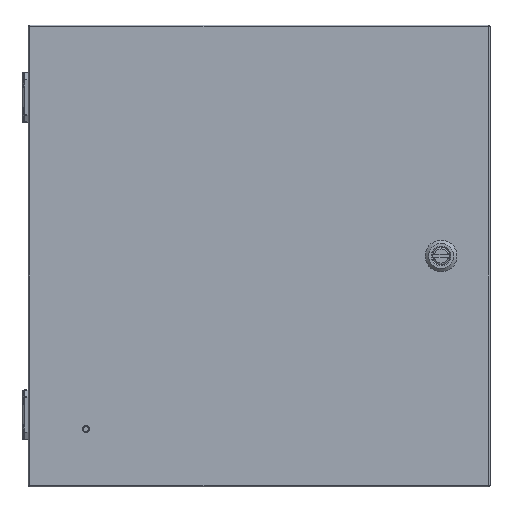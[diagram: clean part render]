
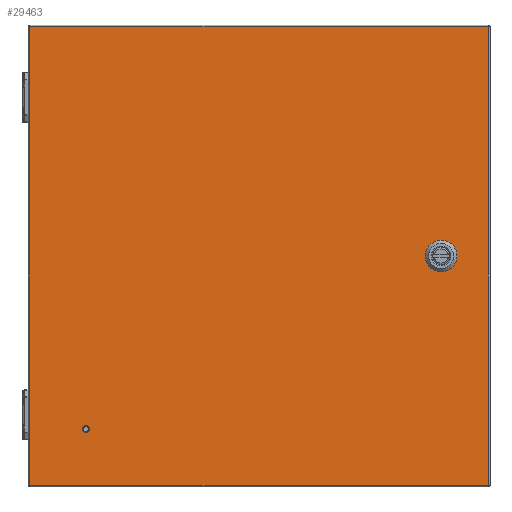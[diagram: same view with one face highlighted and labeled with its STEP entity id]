
A CAD part, top view. The second image highlights one B-rep face of the part: STEP entity #29463.
In plain terms, the highlighted planar face has unit normal (0, 0, 1).
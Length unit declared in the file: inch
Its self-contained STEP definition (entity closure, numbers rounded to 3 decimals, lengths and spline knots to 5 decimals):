
#210 = AXIS2_PLACEMENT_3D ( 'NONE', #8681, #15725, #43123 ) ;
#1428 = ORIENTED_EDGE ( 'NONE', *, *, #66123, .F. ) ;
#2058 = VERTEX_POINT ( 'NONE', #50866 ) ;
#2726 = ORIENTED_EDGE ( 'NONE', *, *, #16845, .F. ) ;
#4031 = ORIENTED_EDGE ( 'NONE', *, *, #41867, .F. ) ;
#4036 = LINE ( 'NONE', #24314, #69021 ) ;
#5312 = VERTEX_POINT ( 'NONE', #76919 ) ;
#5394 = CARTESIAN_POINT ( 'NONE',  ( 6.868, 0.19868, 8.107 ) ) ;
#5649 = DIRECTION ( 'NONE',  ( 0., 0., 1. ) ) ;
#5743 = EDGE_LOOP ( 'NONE', ( #44018 ) ) ;
#6094 = EDGE_LOOP ( 'NONE', ( #38957, #53849, #72811, #8020 ) ) ;
#6639 = CARTESIAN_POINT ( 'NONE',  ( -8.1102, -8.1875, 8.107 ) ) ;
#7400 = FACE_BOUND ( 'NONE', #61433, .T. ) ;
#8020 = ORIENTED_EDGE ( 'NONE', *, *, #65697, .T. ) ;
#8681 = CARTESIAN_POINT ( 'NONE',  ( 6.472, 0.0001, 8.107 ) ) ;
#10046 = DIRECTION ( 'NONE',  ( -1., 0., 0. ) ) ;
#10174 = CARTESIAN_POINT ( 'NONE',  ( -8.1102, -8.1275, 8.107 ) ) ;
#10335 = ORIENTED_EDGE ( 'NONE', *, *, #36581, .F. ) ;
#11530 = AXIS2_PLACEMENT_3D ( 'NONE', #25289, #60138, #65913 ) ;
#14426 = CARTESIAN_POINT ( 'NONE',  ( 8.145, -8.1275, 8.107 ) ) ;
#14815 = CIRCLE ( 'NONE', #54258, 0.443 ) ;
#14885 = VERTEX_POINT ( 'NONE', #54772 ) ;
#15530 = VECTOR ( 'NONE', #53147, 39.37008 ) ;
#15725 = DIRECTION ( 'NONE',  ( 0., 0., 1. ) ) ;
#16845 = EDGE_CURVE ( 'NONE', #5312, #2058, #35856, .T. ) ;
#17108 = VECTOR ( 'NONE', #33558, 39.37008 ) ;
#17180 = VERTEX_POINT ( 'NONE', #5394 ) ;
#18612 = VECTOR ( 'NONE', #76726, 39.37008 ) ;
#18743 = DIRECTION ( 'NONE',  ( -1., 0., 0. ) ) ;
#19640 = CARTESIAN_POINT ( 'NONE',  ( 6.868, 3.0001, 8.107 ) ) ;
#19813 = VERTEX_POINT ( 'NONE', #52958 ) ;
#20003 = VERTEX_POINT ( 'NONE', #14426 ) ;
#22113 = PLANE ( 'NONE',  #71873 ) ;
#22448 = AXIS2_PLACEMENT_3D ( 'NONE', #48837, #69193, #83304 ) ;
#22458 = CARTESIAN_POINT ( 'NONE',  ( 6.868, -0.19848, 8.107 ) ) ;
#23817 = CARTESIAN_POINT ( 'NONE',  ( 6.472, 0.0001, 8.107 ) ) ;
#24314 = CARTESIAN_POINT ( 'NONE',  ( 8.145, 8.1877, 8.107 ) ) ;
#24874 = VERTEX_POINT ( 'NONE', #10174 ) ;
#25289 = CARTESIAN_POINT ( 'NONE',  ( -6.1222, -6.1395, 8.107 ) ) ;
#26967 = CIRCLE ( 'NONE', #11530, 0.09655 ) ;
#29271 = CARTESIAN_POINT ( 'NONE',  ( 6.076, 0.19868, 8.107 ) ) ;
#29463 = ADVANCED_FACE ( 'NONE', ( #7400, #59957, #67476 ), #22113, .T. ) ;
#29627 = DIRECTION ( 'NONE',  ( 0., 1., 0. ) ) ;
#30875 = VERTEX_POINT ( 'NONE', #77084 ) ;
#31325 = DIRECTION ( 'NONE',  ( -1., 0., 0. ) ) ;
#33448 = DIRECTION ( 'NONE',  ( -1., 0., 0. ) ) ;
#33558 = DIRECTION ( 'NONE',  ( 0., -1., 0. ) ) ;
#34625 = VERTEX_POINT ( 'NONE', #63071 ) ;
#34676 = DIRECTION ( 'NONE',  ( 1., 0., 0. ) ) ;
#35128 = VECTOR ( 'NONE', #60260, 39.37008 ) ;
#35856 = CIRCLE ( 'NONE', #41504, 0.443 ) ;
#36523 = LINE ( 'NONE', #83404, #85449 ) ;
#36581 = EDGE_CURVE ( 'NONE', #85850, #17180, #80202, .T. ) ;
#36885 = LINE ( 'NONE', #83774, #18612 ) ;
#37827 = LINE ( 'NONE', #83822, #74875 ) ;
#38957 = ORIENTED_EDGE ( 'NONE', *, *, #54743, .T. ) ;
#41504 = AXIS2_PLACEMENT_3D ( 'NONE', #60222, #85911, #18743 ) ;
#41867 = EDGE_CURVE ( 'NONE', #14885, #74979, #56841, .T. ) ;
#43086 = CARTESIAN_POINT ( 'NONE',  ( 8.205, -8.1275, 8.107 ) ) ;
#43123 = DIRECTION ( 'NONE',  ( -1., 0., 0. ) ) ;
#44018 = ORIENTED_EDGE ( 'NONE', *, *, #60261, .F. ) ;
#44136 = EDGE_CURVE ( 'NONE', #74979, #5312, #36523, .T. ) ;
#46695 = CARTESIAN_POINT ( 'NONE',  ( -2.9827, 3.0001, 8.107 ) ) ;
#48837 = CARTESIAN_POINT ( 'NONE',  ( 6.472, 0.0001, 8.107 ) ) ;
#50668 = DIRECTION ( 'NONE',  ( 0., -1., 0. ) ) ;
#50866 = CARTESIAN_POINT ( 'NONE',  ( 6.27342, -0.3959, 8.107 ) ) ;
#51167 = EDGE_CURVE ( 'NONE', #20003, #77313, #4036, .T. ) ;
#51210 = DIRECTION ( 'NONE',  ( 0., 0., 1. ) ) ;
#52033 = EDGE_CURVE ( 'NONE', #77313, #83150, #37827, .T. ) ;
#52958 = CARTESIAN_POINT ( 'NONE',  ( -6.21875, -6.1395, 8.107 ) ) ;
#53147 = DIRECTION ( 'NONE',  ( -1., 0., 0. ) ) ;
#53849 = ORIENTED_EDGE ( 'NONE', *, *, #51167, .T. ) ;
#54258 = AXIS2_PLACEMENT_3D ( 'NONE', #23817, #51210, #31325 ) ;
#54529 = ORIENTED_EDGE ( 'NONE', *, *, #56033, .F. ) ;
#54743 = EDGE_CURVE ( 'NONE', #24874, #20003, #70015, .T. ) ;
#54772 = CARTESIAN_POINT ( 'NONE',  ( 6.27342, 0.3961, 8.107 ) ) ;
#56033 = EDGE_CURVE ( 'NONE', #34625, #85850, #14815, .T. ) ;
#56841 = CIRCLE ( 'NONE', #210, 0.443 ) ;
#58843 = EDGE_CURVE ( 'NONE', #17180, #30875, #77494, .T. ) ;
#59957 = FACE_BOUND ( 'NONE', #5743, .T. ) ;
#60138 = DIRECTION ( 'NONE',  ( 0., 0., 1. ) ) ;
#60222 = CARTESIAN_POINT ( 'NONE',  ( 6.472, 0.0001, 8.107 ) ) ;
#60260 = DIRECTION ( 'NONE',  ( 0., 1., 0. ) ) ;
#60261 = EDGE_CURVE ( 'NONE', #19813, #19813, #26967, .T. ) ;
#61433 = EDGE_LOOP ( 'NONE', ( #4031, #76273, #72444, #10335, #54529, #1428, #2726, #79926 ) ) ;
#63051 = CARTESIAN_POINT ( 'NONE',  ( 8.145, 8.1277, 8.107 ) ) ;
#63071 = CARTESIAN_POINT ( 'NONE',  ( 6.67058, -0.3959, 8.107 ) ) ;
#64957 = EDGE_CURVE ( 'NONE', #30875, #14885, #78395, .T. ) ;
#65697 = EDGE_CURVE ( 'NONE', #83150, #24874, #66263, .T. ) ;
#65913 = DIRECTION ( 'NONE',  ( -1., 0., 0. ) ) ;
#66123 = EDGE_CURVE ( 'NONE', #2058, #34625, #36885, .T. ) ;
#66263 = LINE ( 'NONE', #6639, #17108 ) ;
#66820 = CARTESIAN_POINT ( 'NONE',  ( -2.9827, 0.3961, 8.107 ) ) ;
#67476 = FACE_OUTER_BOUND ( 'NONE', #6094, .T. ) ;
#69021 = VECTOR ( 'NONE', #29627, 39.37008 ) ;
#69193 = DIRECTION ( 'NONE',  ( 0., 0., 1. ) ) ;
#70015 = LINE ( 'NONE', #43086, #70951 ) ;
#70951 = VECTOR ( 'NONE', #34676, 39.37008 ) ;
#71873 = AXIS2_PLACEMENT_3D ( 'NONE', #46695, #5649, #33448 ) ;
#72444 = ORIENTED_EDGE ( 'NONE', *, *, #58843, .F. ) ;
#72811 = ORIENTED_EDGE ( 'NONE', *, *, #52033, .T. ) ;
#74875 = VECTOR ( 'NONE', #10046, 39.37008 ) ;
#74979 = VERTEX_POINT ( 'NONE', #29271 ) ;
#75717 = CARTESIAN_POINT ( 'NONE',  ( -8.1102, 8.1277, 8.107 ) ) ;
#76273 = ORIENTED_EDGE ( 'NONE', *, *, #64957, .F. ) ;
#76726 = DIRECTION ( 'NONE',  ( 1., 0., 0. ) ) ;
#76919 = CARTESIAN_POINT ( 'NONE',  ( 6.076, -0.19848, 8.107 ) ) ;
#77084 = CARTESIAN_POINT ( 'NONE',  ( 6.67058, 0.3961, 8.107 ) ) ;
#77313 = VERTEX_POINT ( 'NONE', #63051 ) ;
#77494 = CIRCLE ( 'NONE', #22448, 0.443 ) ;
#78395 = LINE ( 'NONE', #66820, #15530 ) ;
#79926 = ORIENTED_EDGE ( 'NONE', *, *, #44136, .F. ) ;
#80202 = LINE ( 'NONE', #19640, #35128 ) ;
#83150 = VERTEX_POINT ( 'NONE', #75717 ) ;
#83304 = DIRECTION ( 'NONE',  ( -1., 0., 0. ) ) ;
#83404 = CARTESIAN_POINT ( 'NONE',  ( 6.076, 3.0001, 8.107 ) ) ;
#83774 = CARTESIAN_POINT ( 'NONE',  ( -2.9827, -0.3959, 8.107 ) ) ;
#83822 = CARTESIAN_POINT ( 'NONE',  ( -8.1702, 8.1277, 8.107 ) ) ;
#85449 = VECTOR ( 'NONE', #50668, 39.37008 ) ;
#85850 = VERTEX_POINT ( 'NONE', #22458 ) ;
#85911 = DIRECTION ( 'NONE',  ( 0., 0., 1. ) ) ;
